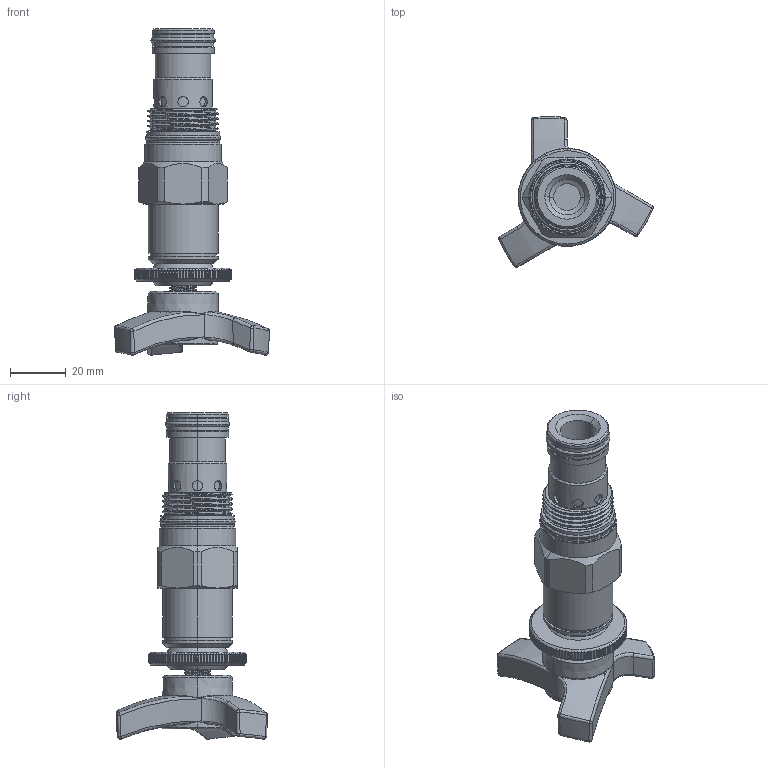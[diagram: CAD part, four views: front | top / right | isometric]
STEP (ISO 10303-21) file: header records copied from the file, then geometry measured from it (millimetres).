
FILE_DESCRIPTION (( 'STEP AP203' ), '1' );
FILE_NAME ('NV5A20-T.STEP', '2020-03-19T06:52:04', ( '' ), ( '' ), 'SwSTEP 2.0', 'SolidWorks 2018', '' );
FILE_SCHEMA (( 'CONFIG_CONTROL_DESIGN' ));
Length unit declared in the file: millimetre
Products named in the file (1): NV5A20-T
Bounding box: 55.33 x 54.02 x 116.86 mm (x, y, z)
Volume: 57516.8 mm3; surface area: 20311.7 mm2
Topology: 10 solids, 10 shells, 810 faces, 2102 edges, 1324 vertices
Faces by surface type: plane 340, cylinder 231, bspline 84, cone 76, sphere 40, torus 39
Entity records: 31957 total; most frequent: CARTESIAN_POINT 13439, ORIENTED_EDGE 4158, DIRECTION 3493, EDGE_CURVE 2079, AXIS2_PLACEMENT_3D 1374, VERTEX_POINT 1318, EDGE_LOOP 855, FACE_OUTER_BOUND 810
